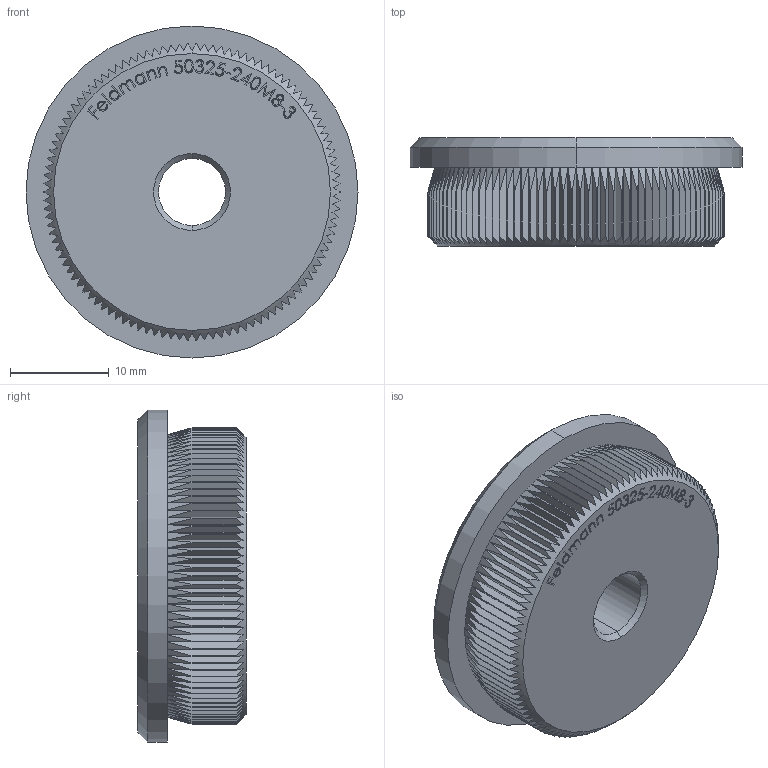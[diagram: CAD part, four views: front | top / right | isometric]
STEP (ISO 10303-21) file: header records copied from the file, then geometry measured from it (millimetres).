
FILE_DESCRIPTION (( 'STEP AP203' ), '1' );
FILE_NAME ('50321-240M8.step', '2018-10-25T11:54:20', ( '' ), ( '' ), 'SwSTEP 2.0', 'SolidWorks 2015', '' );
FILE_SCHEMA (( 'CONFIG_CONTROL_DESIGN' ));
Length unit declared in the file: millimetre
Products named in the file (1): 50321-240M8
Bounding box: 33.7 x 11 x 33.7 mm (x, y, z)
Volume: 7601.8 mm3; surface area: 3485 mm2
Topology: 1 solids, 1 shells, 741 faces, 1899 edges, 1190 vertices
Faces by surface type: plane 370, bspline 139, cone 118, cylinder 114
Entity records: 30302 total; most frequent: CARTESIAN_POINT 13890, ORIENTED_EDGE 3798, DIRECTION 2733, EDGE_CURVE 1899, VERTEX_POINT 1190, AXIS2_PLACEMENT_3D 949, VECTOR 835, LINE 835
